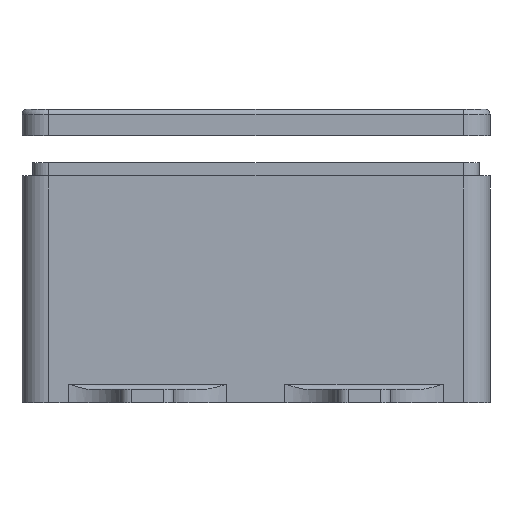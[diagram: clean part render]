
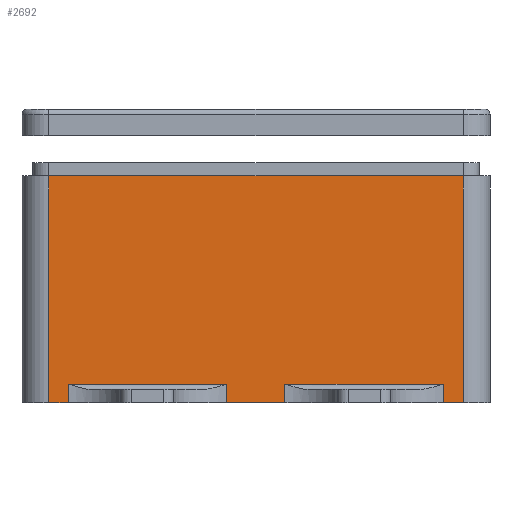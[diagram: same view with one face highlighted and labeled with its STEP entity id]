
A CAD part, left-side view. The second image highlights one B-rep face of the part: STEP entity #2692.
In plain terms, the highlighted planar face has unit normal (-1, 0, 0).
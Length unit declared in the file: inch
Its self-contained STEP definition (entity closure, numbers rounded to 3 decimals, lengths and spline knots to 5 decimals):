
#167=LINE('',#4197,#388);
#168=LINE('',#4206,#389);
#169=LINE('',#4208,#390);
#170=LINE('',#4210,#391);
#171=LINE('',#4212,#392);
#172=LINE('',#4214,#393);
#173=LINE('',#4216,#394);
#174=LINE('',#4218,#395);
#175=LINE('',#4220,#396);
#176=LINE('',#4222,#397);
#177=LINE('',#4224,#398);
#178=LINE('',#4225,#399);
#388=VECTOR('',#3298,0.5);
#389=VECTOR('',#3301,0.3937);
#390=VECTOR('',#3302,0.3937);
#391=VECTOR('',#3303,0.3937);
#392=VECTOR('',#3304,0.3937);
#393=VECTOR('',#3305,0.3937);
#394=VECTOR('',#3306,0.3937);
#395=VECTOR('',#3307,0.5);
#396=VECTOR('',#3308,0.3937);
#397=VECTOR('',#3309,0.5);
#398=VECTOR('',#3310,0.3937);
#399=VECTOR('',#3311,0.5);
#590=PLANE('',#2895);
#663=FACE_OUTER_BOUND('',#828,.T.);
#828=EDGE_LOOP('',(#1928,#1929,#1930,#1931,#1932,#1933,#1934,#1935,#1936,
#1937,#1938,#1939));
#1222=VERTEX_POINT('',#4194);
#1223=VERTEX_POINT('',#4196);
#1224=VERTEX_POINT('',#4205);
#1225=VERTEX_POINT('',#4207);
#1226=VERTEX_POINT('',#4209);
#1227=VERTEX_POINT('',#4211);
#1228=VERTEX_POINT('',#4213);
#1229=VERTEX_POINT('',#4215);
#1230=VERTEX_POINT('',#4217);
#1231=VERTEX_POINT('',#4219);
#1232=VERTEX_POINT('',#4221);
#1233=VERTEX_POINT('',#4223);
#1497=EDGE_CURVE('',#1222,#1223,#167,.T.);
#1499=EDGE_CURVE('',#1224,#1223,#168,.T.);
#1500=EDGE_CURVE('',#1225,#1222,#169,.T.);
#1501=EDGE_CURVE('',#1225,#1226,#170,.T.);
#1502=EDGE_CURVE('',#1227,#1226,#171,.T.);
#1503=EDGE_CURVE('',#1228,#1227,#172,.T.);
#1504=EDGE_CURVE('',#1229,#1228,#173,.T.);
#1505=EDGE_CURVE('',#1230,#1229,#174,.T.);
#1506=EDGE_CURVE('',#1230,#1231,#175,.T.);
#1507=EDGE_CURVE('',#1232,#1231,#176,.T.);
#1508=EDGE_CURVE('',#1233,#1232,#177,.T.);
#1509=EDGE_CURVE('',#1224,#1233,#178,.T.);
#1928=ORIENTED_EDGE('',*,*,#1499,.T.);
#1929=ORIENTED_EDGE('',*,*,#1497,.F.);
#1930=ORIENTED_EDGE('',*,*,#1500,.F.);
#1931=ORIENTED_EDGE('',*,*,#1501,.T.);
#1932=ORIENTED_EDGE('',*,*,#1502,.F.);
#1933=ORIENTED_EDGE('',*,*,#1503,.F.);
#1934=ORIENTED_EDGE('',*,*,#1504,.F.);
#1935=ORIENTED_EDGE('',*,*,#1505,.F.);
#1936=ORIENTED_EDGE('',*,*,#1506,.T.);
#1937=ORIENTED_EDGE('',*,*,#1507,.F.);
#1938=ORIENTED_EDGE('',*,*,#1508,.F.);
#1939=ORIENTED_EDGE('',*,*,#1509,.F.);
#2692=ADVANCED_FACE('',(#663),#590,.T.);
#2895=AXIS2_PLACEMENT_3D('',#4204,#3299,#3300);
#3298=DIRECTION('',(0.,0.,1.));
#3299=DIRECTION('center_axis',(-1.,0.,0.));
#3300=DIRECTION('ref_axis',(0.,1.,0.));
#3301=DIRECTION('',(0.,-1.,0.));
#3302=DIRECTION('',(0.,1.,0.));
#3303=DIRECTION('',(0.,0.,1.));
#3304=DIRECTION('',(0.,-1.,0.));
#3305=DIRECTION('',(0.,0.,1.));
#3306=DIRECTION('',(0.,1.,0.));
#3307=DIRECTION('',(0.,0.,-1.));
#3308=DIRECTION('',(0.,-1.,0.));
#3309=DIRECTION('',(0.,0.,1.));
#3310=DIRECTION('',(0.,1.,0.));
#3311=DIRECTION('',(0.,0.,-1.));
#4194=CARTESIAN_POINT('',(0.,0.43848,-0.125));
#4196=CARTESIAN_POINT('',(0.,0.43848,0.05));
#4197=CARTESIAN_POINT('',(0.,0.43848,0.));
#4204=CARTESIAN_POINT('Origin',(0.,0.25,0.));
#4205=CARTESIAN_POINT('',(0.,1.92169,0.05));
#4206=CARTESIAN_POINT('',(0.,1.22125,0.05));
#4207=CARTESIAN_POINT('',(0.,0.25,-0.125));
#4208=CARTESIAN_POINT('',(0.,4.135,-0.125));
#4209=CARTESIAN_POINT('',(0.,0.25,2.));
#4210=CARTESIAN_POINT('',(0.,0.25,0.));
#4211=CARTESIAN_POINT('',(0.,4.135,2.));
#4212=CARTESIAN_POINT('',(0.,4.135,2.));
#4213=CARTESIAN_POINT('',(0.,4.135,-0.125));
#4214=CARTESIAN_POINT('',(0.,4.135,0.));
#4215=CARTESIAN_POINT('',(0.,3.95167,-0.125));
#4216=CARTESIAN_POINT('',(0.,4.135,-0.125));
#4217=CARTESIAN_POINT('',(0.,3.95167,0.05));
#4218=CARTESIAN_POINT('',(0.,3.95167,0.));
#4219=CARTESIAN_POINT('',(0.,2.46846,0.05));
#4220=CARTESIAN_POINT('',(0.,1.22125,0.05));
#4221=CARTESIAN_POINT('',(0.,2.46846,-0.125));
#4222=CARTESIAN_POINT('',(0.,2.46846,0.));
#4223=CARTESIAN_POINT('',(0.,1.92169,-0.125));
#4224=CARTESIAN_POINT('',(0.,4.135,-0.125));
#4225=CARTESIAN_POINT('',(0.,1.92169,0.));
